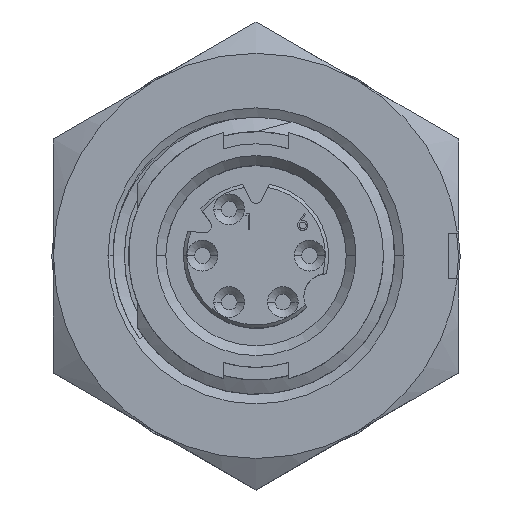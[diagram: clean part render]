
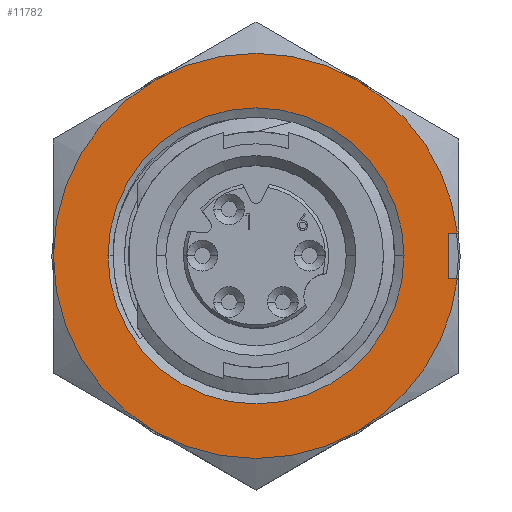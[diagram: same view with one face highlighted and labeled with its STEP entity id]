
A CAD part, top view. The second image highlights one B-rep face of the part: STEP entity #11782.
In plain terms, the highlighted planar face has unit normal (0, 0, 1).
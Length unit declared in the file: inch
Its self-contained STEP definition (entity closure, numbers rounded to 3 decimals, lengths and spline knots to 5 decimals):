
#77 = CARTESIAN_POINT ( 'NONE',  ( 0., 0., 0.3156 ) ) ;
#140 = CARTESIAN_POINT ( 'NONE',  ( -0.62, 0., 0.3156 ) ) ;
#833 = VERTEX_POINT ( 'NONE', #4751 ) ;
#1335 = EDGE_LOOP ( 'NONE', ( #9837, #15362, #5067, #16057, #6269, #2034, #11251, #9914, #8590 ) ) ;
#1370 = DIRECTION ( 'NONE',  ( -1., 0., 0. ) ) ;
#1427 = VERTEX_POINT ( 'NONE', #14334 ) ;
#1431 = PLANE ( 'NONE',  #2751 ) ;
#1683 = CARTESIAN_POINT ( 'NONE',  ( 0.155, 0.26847, 0.3156 ) ) ;
#1741 = CARTESIAN_POINT ( 'NONE',  ( 0., 0., 0.3156 ) ) ;
#2034 = ORIENTED_EDGE ( 'NONE', *, *, #3074, .F. ) ;
#2146 = AXIS2_PLACEMENT_3D ( 'NONE', #10300, #2706, #11595 ) ;
#2316 = ORIENTED_EDGE ( 'NONE', *, *, #4117, .F. ) ;
#2419 = CARTESIAN_POINT ( 'NONE',  ( 0., 0., 0.3156 ) ) ;
#2706 = DIRECTION ( 'NONE',  ( 0., 0., 1. ) ) ;
#2751 = AXIS2_PLACEMENT_3D ( 'NONE', #140, #14346, #6691 ) ;
#2917 = VERTEX_POINT ( 'NONE', #3389 ) ;
#3014 = DIRECTION ( 'NONE',  ( -1., 0., 0. ) ) ;
#3074 = EDGE_CURVE ( 'NONE', #5759, #2917, #13237, .T. ) ;
#3290 = EDGE_CURVE ( 'NONE', #2917, #7853, #15002, .T. ) ;
#3389 = CARTESIAN_POINT ( 'NONE',  ( -0.155, -0.26847, 0.3156 ) ) ;
#3692 = DIRECTION ( 'NONE',  ( -1., 0., 0. ) ) ;
#4087 = DIRECTION ( 'NONE',  ( 0., 0., -1. ) ) ;
#4117 = EDGE_CURVE ( 'NONE', #6484, #833, #8266, .T. ) ;
#4170 = ORIENTED_EDGE ( 'NONE', *, *, #15792, .F. ) ;
#4529 = DIRECTION ( 'NONE',  ( 1., 0., 0. ) ) ;
#4751 = CARTESIAN_POINT ( 'NONE',  ( 0.2265, 0., 0.3156 ) ) ;
#4846 = CARTESIAN_POINT ( 'NONE',  ( -0.31, 0., 0.3156 ) ) ;
#4850 = CARTESIAN_POINT ( 'NONE',  ( 0., 0., 0.3156 ) ) ;
#4883 = CIRCLE ( 'NONE', #14664, 0.31 ) ;
#4900 = CIRCLE ( 'NONE', #10194, 0.31 ) ;
#5013 = CARTESIAN_POINT ( 'NONE',  ( 0.35188, -0.035, 0.3156 ) ) ;
#5024 = CARTESIAN_POINT ( 'NONE',  ( 0.30802, 0.035, 0.3156 ) ) ;
#5067 = ORIENTED_EDGE ( 'NONE', *, *, #10992, .F. ) ;
#5539 = AXIS2_PLACEMENT_3D ( 'NONE', #7037, #15956, #8313 ) ;
#5605 = DIRECTION ( 'NONE',  ( 0., 1., 0. ) ) ;
#5647 = CARTESIAN_POINT ( 'NONE',  ( 0., 0., 0.3156 ) ) ;
#5759 = VERTEX_POINT ( 'NONE', #11323 ) ;
#5791 = FACE_BOUND ( 'NONE', #10238, .T. ) ;
#5816 = AXIS2_PLACEMENT_3D ( 'NONE', #5647, #14536, #6884 ) ;
#5984 = VECTOR ( 'NONE', #4529, 39.37008 ) ;
#6003 = CARTESIAN_POINT ( 'NONE',  ( -0.155, 0.26847, 0.3156 ) ) ;
#6109 = DIRECTION ( 'NONE',  ( 0., 1., 0. ) ) ;
#6173 = EDGE_CURVE ( 'NONE', #9517, #5759, #4900, .T. ) ;
#6269 = ORIENTED_EDGE ( 'NONE', *, *, #3290, .F. ) ;
#6484 = VERTEX_POINT ( 'NONE', #16094 ) ;
#6522 = CARTESIAN_POINT ( 'NONE',  ( 0.30802, -0.035, 0.3156 ) ) ;
#6691 = DIRECTION ( 'NONE',  ( -1., 0., 0. ) ) ;
#6884 = DIRECTION ( 'NONE',  ( 1., 0., 0. ) ) ;
#7037 = CARTESIAN_POINT ( 'NONE',  ( 0., 0., 0.3156 ) ) ;
#7079 = EDGE_CURVE ( 'NONE', #8991, #15329, #4883, .T. ) ;
#7143 = CIRCLE ( 'NONE', #5539, 0.31 ) ;
#7586 = CARTESIAN_POINT ( 'NONE',  ( 0.295, 0.035, 0.3156 ) ) ;
#7675 = VECTOR ( 'NONE', #5605, 39.37008 ) ;
#7853 = VERTEX_POINT ( 'NONE', #4846 ) ;
#8266 = CIRCLE ( 'NONE', #5816, 0.2265 ) ;
#8313 = DIRECTION ( 'NONE',  ( -1., 0., 0. ) ) ;
#8488 = CIRCLE ( 'NONE', #2146, 0.2265 ) ;
#8590 = ORIENTED_EDGE ( 'NONE', *, *, #13432, .T. ) ;
#8895 = LINE ( 'NONE', #13210, #7675 ) ;
#8914 = DIRECTION ( 'NONE',  ( 0., 0., -1. ) ) ;
#8958 = AXIS2_PLACEMENT_3D ( 'NONE', #77, #8914, #1370 ) ;
#8991 = VERTEX_POINT ( 'NONE', #1683 ) ;
#9101 = AXIS2_PLACEMENT_3D ( 'NONE', #1741, #10605, #3014 ) ;
#9143 = FACE_OUTER_BOUND ( 'NONE', #1335, .T. ) ;
#9298 = EDGE_CURVE ( 'NONE', #10135, #15329, #12369, .T. ) ;
#9392 = EDGE_CURVE ( 'NONE', #9517, #1427, #15307, .T. ) ;
#9517 = VERTEX_POINT ( 'NONE', #6522 ) ;
#9837 = ORIENTED_EDGE ( 'NONE', *, *, #9298, .T. ) ;
#9914 = ORIENTED_EDGE ( 'NONE', *, *, #9392, .T. ) ;
#10135 = VERTEX_POINT ( 'NONE', #7586 ) ;
#10194 = AXIS2_PLACEMENT_3D ( 'NONE', #11693, #4087, #12965 ) ;
#10238 = EDGE_LOOP ( 'NONE', ( #2316, #4170 ) ) ;
#10300 = CARTESIAN_POINT ( 'NONE',  ( 0., 0., 0.3156 ) ) ;
#10605 = DIRECTION ( 'NONE',  ( 0., 0., -1. ) ) ;
#10992 = EDGE_CURVE ( 'NONE', #12173, #8991, #7143, .T. ) ;
#11251 = ORIENTED_EDGE ( 'NONE', *, *, #6173, .F. ) ;
#11295 = DIRECTION ( 'NONE',  ( 0., 0., -1. ) ) ;
#11323 = CARTESIAN_POINT ( 'NONE',  ( 0.155, -0.26847, 0.3156 ) ) ;
#11595 = DIRECTION ( 'NONE',  ( 1., 0., 0. ) ) ;
#11693 = CARTESIAN_POINT ( 'NONE',  ( 0., 0., 0.3156 ) ) ;
#11782 = ADVANCED_FACE ( 'NONE', ( #9143, #5791 ), #1431, .F. ) ;
#11959 = CIRCLE ( 'NONE', #9101, 0.31 ) ;
#12173 = VERTEX_POINT ( 'NONE', #6003 ) ;
#12369 = LINE ( 'NONE', #13460, #5984 ) ;
#12965 = DIRECTION ( 'NONE',  ( 0., 1., 0. ) ) ;
#13210 = CARTESIAN_POINT ( 'NONE',  ( 0.295, 0.035, 0.3156 ) ) ;
#13237 = CIRCLE ( 'NONE', #14416, 0.31 ) ;
#13318 = EDGE_CURVE ( 'NONE', #7853, #12173, #11959, .T. ) ;
#13432 = EDGE_CURVE ( 'NONE', #1427, #10135, #8895, .T. ) ;
#13460 = CARTESIAN_POINT ( 'NONE',  ( 0.35188, 0.035, 0.3156 ) ) ;
#13744 = DIRECTION ( 'NONE',  ( 0., 0., -1. ) ) ;
#13895 = DIRECTION ( 'NONE',  ( -1., 0., 0. ) ) ;
#14334 = CARTESIAN_POINT ( 'NONE',  ( 0.295, -0.035, 0.3156 ) ) ;
#14346 = DIRECTION ( 'NONE',  ( 0., 0., -1. ) ) ;
#14416 = AXIS2_PLACEMENT_3D ( 'NONE', #4850, #13744, #6109 ) ;
#14536 = DIRECTION ( 'NONE',  ( 0., 0., 1. ) ) ;
#14664 = AXIS2_PLACEMENT_3D ( 'NONE', #2419, #11295, #3692 ) ;
#14932 = VECTOR ( 'NONE', #13895, 39.37008 ) ;
#15002 = CIRCLE ( 'NONE', #8958, 0.31 ) ;
#15307 = LINE ( 'NONE', #5013, #14932 ) ;
#15329 = VERTEX_POINT ( 'NONE', #5024 ) ;
#15362 = ORIENTED_EDGE ( 'NONE', *, *, #7079, .F. ) ;
#15792 = EDGE_CURVE ( 'NONE', #833, #6484, #8488, .T. ) ;
#15956 = DIRECTION ( 'NONE',  ( 0., 0., -1. ) ) ;
#16057 = ORIENTED_EDGE ( 'NONE', *, *, #13318, .F. ) ;
#16094 = CARTESIAN_POINT ( 'NONE',  ( -0.2265, 0., 0.3156 ) ) ;
